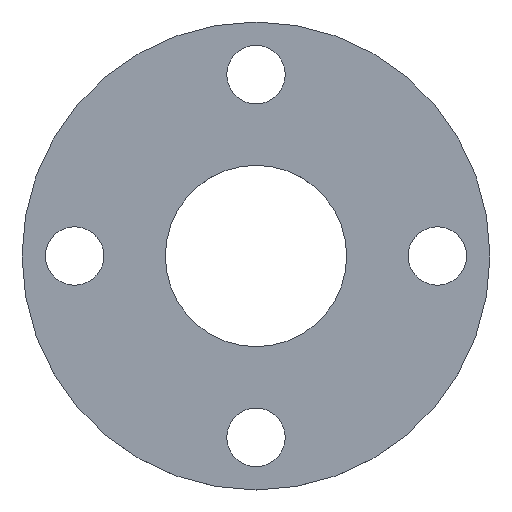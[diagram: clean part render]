
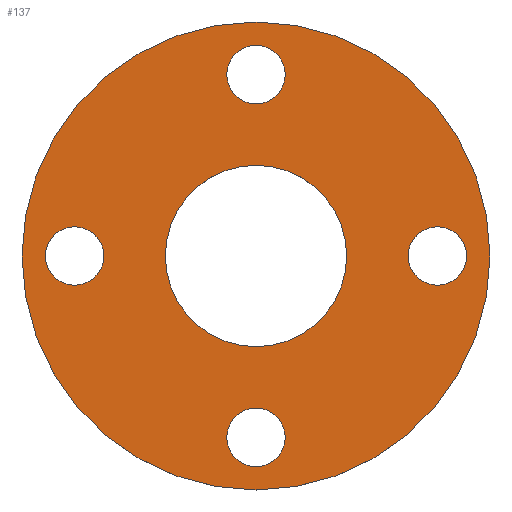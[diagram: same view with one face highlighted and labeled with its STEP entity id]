
A CAD part, top view. The second image highlights one B-rep face of the part: STEP entity #137.
In plain terms, the highlighted planar face has unit normal (0, 0, 1).
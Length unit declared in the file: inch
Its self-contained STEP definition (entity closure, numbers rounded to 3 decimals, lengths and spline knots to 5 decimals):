
#15=PLANE('',#165);
#23=FACE_BOUND('',#54,.T.);
#24=FACE_BOUND('',#55,.T.);
#25=FACE_BOUND('',#56,.T.);
#26=FACE_BOUND('',#57,.T.);
#27=FACE_BOUND('',#58,.T.);
#39=FACE_OUTER_BOUND('',#53,.T.);
#53=EDGE_LOOP('',(#113));
#54=EDGE_LOOP('',(#114));
#55=EDGE_LOOP('',(#115));
#56=EDGE_LOOP('',(#116));
#57=EDGE_LOOP('',(#117));
#58=EDGE_LOOP('',(#118));
#65=CIRCLE('',#148,0.96875);
#67=CIRCLE('',#151,0.3125);
#69=CIRCLE('',#154,0.3125);
#71=CIRCLE('',#157,0.3125);
#73=CIRCLE('',#160,0.3125);
#75=CIRCLE('',#163,2.5);
#77=VERTEX_POINT('',#211);
#79=VERTEX_POINT('',#216);
#81=VERTEX_POINT('',#221);
#83=VERTEX_POINT('',#226);
#85=VERTEX_POINT('',#231);
#87=VERTEX_POINT('',#236);
#89=EDGE_CURVE('',#77,#77,#65,.T.);
#91=EDGE_CURVE('',#79,#79,#67,.T.);
#93=EDGE_CURVE('',#81,#81,#69,.T.);
#95=EDGE_CURVE('',#83,#83,#71,.T.);
#97=EDGE_CURVE('',#85,#85,#73,.T.);
#99=EDGE_CURVE('',#87,#87,#75,.T.);
#113=ORIENTED_EDGE('',*,*,#99,.F.);
#114=ORIENTED_EDGE('',*,*,#89,.T.);
#115=ORIENTED_EDGE('',*,*,#91,.T.);
#116=ORIENTED_EDGE('',*,*,#93,.T.);
#117=ORIENTED_EDGE('',*,*,#95,.T.);
#118=ORIENTED_EDGE('',*,*,#97,.T.);
#137=ADVANCED_FACE('',(#39,#23,#24,#25,#26,#27),#15,.F.);
#148=AXIS2_PLACEMENT_3D('',#212,#171,#172);
#151=AXIS2_PLACEMENT_3D('',#217,#177,#178);
#154=AXIS2_PLACEMENT_3D('',#222,#183,#184);
#157=AXIS2_PLACEMENT_3D('',#227,#189,#190);
#160=AXIS2_PLACEMENT_3D('',#232,#195,#196);
#163=AXIS2_PLACEMENT_3D('',#237,#201,#202);
#165=AXIS2_PLACEMENT_3D('',#240,#205,#206);
#171=DIRECTION('center_axis',(0.,0.,-1.));
#172=DIRECTION('ref_axis',(-1.,0.,0.));
#177=DIRECTION('center_axis',(0.,0.,-1.));
#178=DIRECTION('ref_axis',(-1.,0.,0.));
#183=DIRECTION('center_axis',(0.,0.,-1.));
#184=DIRECTION('ref_axis',(-1.,0.,0.));
#189=DIRECTION('center_axis',(0.,0.,-1.));
#190=DIRECTION('ref_axis',(-1.,0.,0.));
#195=DIRECTION('center_axis',(0.,0.,-1.));
#196=DIRECTION('ref_axis',(-1.,0.,0.));
#201=DIRECTION('center_axis',(0.,0.,-1.));
#202=DIRECTION('ref_axis',(-1.,0.,0.));
#205=DIRECTION('center_axis',(0.,0.,-1.));
#206=DIRECTION('ref_axis',(-1.,0.,0.));
#211=CARTESIAN_POINT('',(0.96875,0.,0.118));
#212=CARTESIAN_POINT('Origin',(0.,0.,0.118));
#216=CARTESIAN_POINT('',(2.25,0.,0.118));
#217=CARTESIAN_POINT('Origin',(1.9375,0.,0.118));
#221=CARTESIAN_POINT('',(0.3125,-1.9375,0.118));
#222=CARTESIAN_POINT('Origin',(0.,-1.9375,0.118));
#226=CARTESIAN_POINT('',(-1.625,0.,0.118));
#227=CARTESIAN_POINT('Origin',(-1.9375,0.,0.118));
#231=CARTESIAN_POINT('',(0.3125,1.9375,0.118));
#232=CARTESIAN_POINT('Origin',(0.,1.9375,0.118));
#236=CARTESIAN_POINT('',(2.5,0.,0.118));
#237=CARTESIAN_POINT('Origin',(0.,0.,0.118));
#240=CARTESIAN_POINT('Origin',(0.,0.,0.118));
